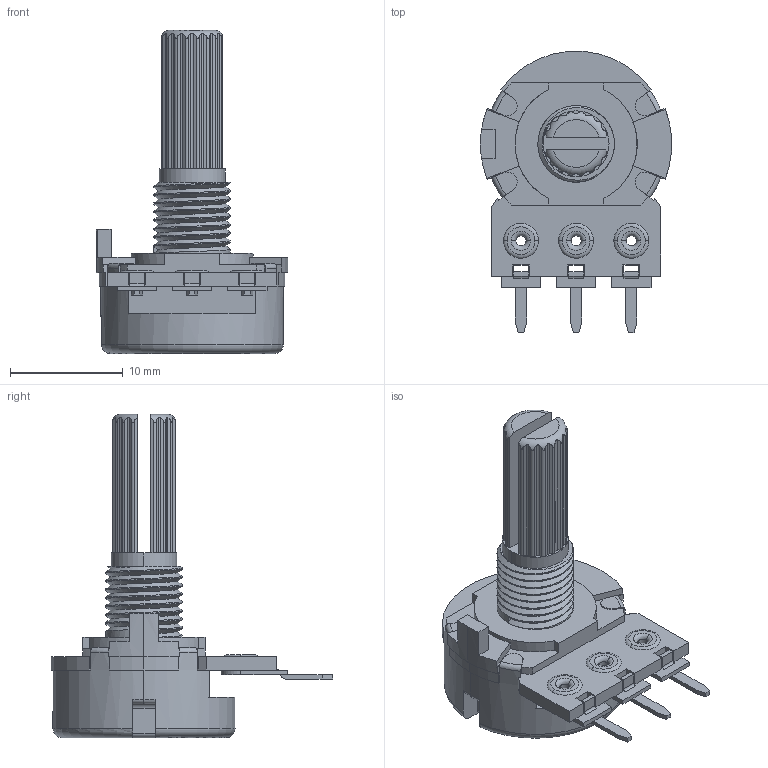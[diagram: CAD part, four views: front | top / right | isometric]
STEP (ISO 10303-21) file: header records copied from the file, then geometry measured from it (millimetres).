
FILE_DESCRIPTION (( 'STEP AP214' ), '1' );
FILE_NAME ('User Library-Potentiometer-3.STEP', '2019-04-15T12:40:52', ( '' ), ( '' ), 'SwSTEP 2.0', 'SolidWorks 2019', '' );
FILE_SCHEMA (( 'AUTOMOTIVE_DESIGN' ));
Length unit declared in the file: millimetre
Products named in the file (1): User Library-Potentiometer-3
Bounding box: 16.98 x 24.97 x 28.7 mm (x, y, z)
Volume: 2222.4 mm3; surface area: 1751.5 mm2
Topology: 1 solids, 1 shells, 305 faces, 880 edges, 581 vertices
Faces by surface type: plane 180, cylinder 100, torus 22, bspline 3
Entity records: 14556 total; most frequent: CARTESIAN_POINT 3502, ORIENTED_EDGE 1760, DIRECTION 1550, EDGE_CURVE 880, VERTEX_POINT 581, LINE 526, VECTOR 526, AXIS2_PLACEMENT_3D 512
